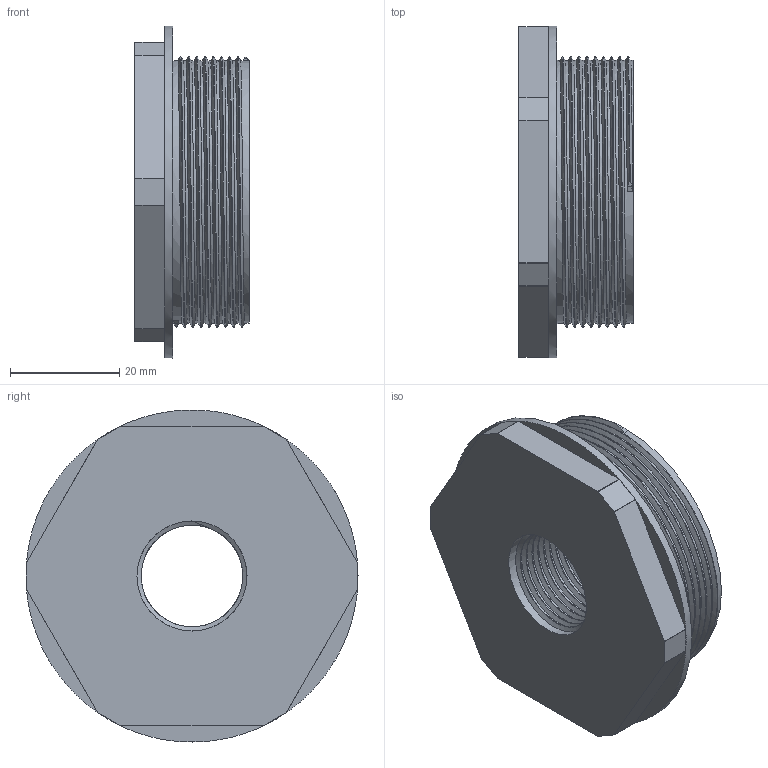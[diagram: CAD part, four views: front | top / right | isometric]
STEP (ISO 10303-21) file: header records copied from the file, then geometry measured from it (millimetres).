
FILE_DESCRIPTION(/* description */ ('Reduzierung sechskant M/M 50x1,5/20x1,5'),/* implementation_level */ '2;1');
FILE_NAME(/* name */ '11085020-RST.stp',/* time_stamp */ '2020-04-27T14:37:29+02:00',/* author */ ('sl'),/* organization */ (''),/* preprocessor_version */ 'ST-DEVELOPER v16.5',/* originating_system */ 'Autodesk Inventor 2017',/* authorisation */ '');
FILE_SCHEMA (('AUTOMOTIVE_DESIGN { 1 0 10303 214 3 1 1 }'));
Length unit declared in the file: millimetre
Products named in the file (1): 11085020
Bounding box: 21 x 60.9 x 60.9 mm (x, y, z)
Volume: 25072.5 mm3; surface area: 14223.6 mm2
Topology: 1 solids, 1 shells, 63 faces, 172 edges, 115 vertices
Faces by surface type: cylinder 39, plane 20, bspline 4
Full cylindrical faces by diameter (mm): 20.182 x9, 28.98 x1, 41.63 x1, 48.248 x9, 60.9 x1
Entity records: 4678 total; most frequent: CARTESIAN_POINT 3557, ORIENTED_EDGE 222, DIRECTION 220, EDGE_CURVE 111, AXIS2_PLACEMENT_3D 82, VERTEX_POINT 77, EDGE_LOOP 58, LINE 56
